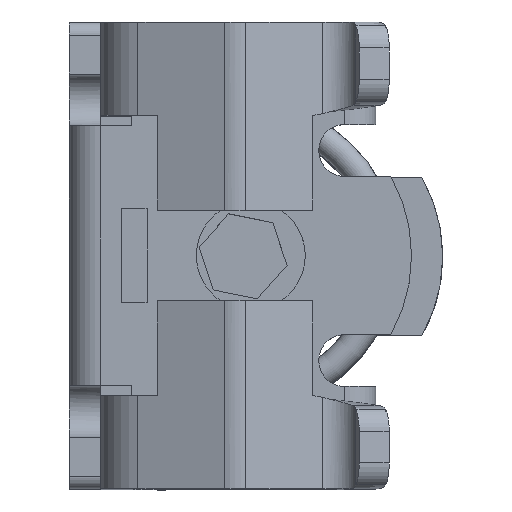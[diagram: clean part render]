
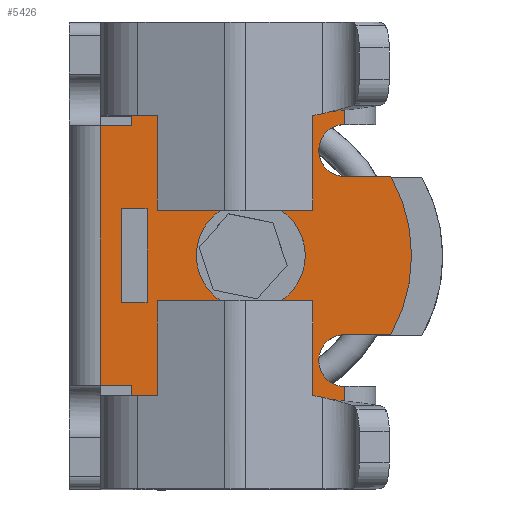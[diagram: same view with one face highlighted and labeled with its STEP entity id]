
A CAD part, top view. The second image highlights one B-rep face of the part: STEP entity #5426.
In plain terms, the highlighted planar face has unit normal (0, 0, 1).
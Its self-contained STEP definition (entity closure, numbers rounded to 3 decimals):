
#4466=AXIS2_PLACEMENT_3D('Circle Axis2P3D',#4464,#4465,$) ;
#4528=AXIS2_PLACEMENT_3D('Circle Axis2P3D',#4526,#4527,$) ;
#4535=AXIS2_PLACEMENT_3D('Circle Axis2P3D',#4533,#4534,$) ;
#4620=AXIS2_PLACEMENT_3D('Circle Axis2P3D',#4618,#4619,$) ;
#4682=AXIS2_PLACEMENT_3D('Circle Axis2P3D',#4680,#4681,$) ;
#4708=AXIS2_PLACEMENT_3D('Circle Axis2P3D',#4706,#4707,$) ;
#5391=AXIS2_PLACEMENT_3D('Plane Axis2P3D',#5388,#5389,#5390) ;
#623=CARTESIAN_POINT('Vertex',(10.618,0.,29.15)) ;
#626=CARTESIAN_POINT('Line Origine',(6.846,0.,29.15)) ;
#630=CARTESIAN_POINT('Vertex',(3.074,0.,29.15)) ;
#1034=CARTESIAN_POINT('Line Origine',(3.074,9.,29.15)) ;
#1038=CARTESIAN_POINT('Vertex',(3.074,3.6,29.15)) ;
#1339=CARTESIAN_POINT('Line Origine',(2.728,3.6,29.15)) ;
#1343=CARTESIAN_POINT('Vertex',(2.4,3.6,29.15)) ;
#1345=CARTESIAN_POINT('Vertex',(3.056,3.6,29.15)) ;
#1723=CARTESIAN_POINT('Line Origine',(3.065,3.6,29.15)) ;
#2192=CARTESIAN_POINT('Vertex',(2.4,14.4,29.15)) ;
#2195=CARTESIAN_POINT('Line Origine',(2.728,14.4,29.15)) ;
#2199=CARTESIAN_POINT('Vertex',(3.056,14.4,29.15)) ;
#2215=CARTESIAN_POINT('Line Origine',(3.074,9.,29.15)) ;
#2219=CARTESIAN_POINT('Vertex',(3.074,18.,29.15)) ;
#2221=CARTESIAN_POINT('Vertex',(3.074,14.4,29.15)) ;
#2271=CARTESIAN_POINT('Line Origine',(6.846,18.,29.15)) ;
#2275=CARTESIAN_POINT('Vertex',(10.618,18.,29.15)) ;
#3086=CARTESIAN_POINT('Line Origine',(3.065,14.4,29.15)) ;
#4039=CARTESIAN_POINT('Vertex',(3.,7.2,29.15)) ;
#4044=CARTESIAN_POINT('Line Origine',(3.,9.,29.15)) ;
#4048=CARTESIAN_POINT('Vertex',(3.,10.8,29.15)) ;
#4079=CARTESIAN_POINT('Vertex',(2.,7.2,29.15)) ;
#4084=CARTESIAN_POINT('Line Origine',(2.5,7.2,29.15)) ;
#4106=CARTESIAN_POINT('Line Origine',(2.5,10.8,29.15)) ;
#4110=CARTESIAN_POINT('Vertex',(2.,10.8,29.15)) ;
#4154=CARTESIAN_POINT('Line Origine',(2.,9.,29.15)) ;
#4214=CARTESIAN_POINT('Vertex',(1.202,4.,29.15)) ;
#4249=CARTESIAN_POINT('Vertex',(2.4,4.,29.15)) ;
#4252=CARTESIAN_POINT('Line Origine',(1.801,4.,29.15)) ;
#4304=CARTESIAN_POINT('Line Origine',(1.801,14.,29.15)) ;
#4308=CARTESIAN_POINT('Vertex',(1.202,14.,29.15)) ;
#4310=CARTESIAN_POINT('Vertex',(2.4,14.,29.15)) ;
#4397=CARTESIAN_POINT('Line Origine',(1.202,9.,29.15)) ;
#4461=CARTESIAN_POINT('Vertex',(10.618,14.05,29.15)) ;
#4464=CARTESIAN_POINT('Axis2P3D Location',(10.62,13.05,29.15)) ;
#4468=CARTESIAN_POINT('Vertex',(10.62,12.05,29.15)) ;
#4495=CARTESIAN_POINT('Line Origine',(11.509,12.05,29.15)) ;
#4499=CARTESIAN_POINT('Vertex',(12.398,12.05,29.15)) ;
#4526=CARTESIAN_POINT('Axis2P3D Location',(7.,9.,29.15)) ;
#4530=CARTESIAN_POINT('Vertex',(13.2,9.,29.15)) ;
#4533=CARTESIAN_POINT('Axis2P3D Location',(7.,9.,29.15)) ;
#4537=CARTESIAN_POINT('Vertex',(12.398,5.95,29.15)) ;
#4573=CARTESIAN_POINT('Line Origine',(11.509,5.95,29.15)) ;
#4577=CARTESIAN_POINT('Vertex',(10.62,5.95,29.15)) ;
#4610=CARTESIAN_POINT('Vertex',(10.618,3.95,29.15)) ;
#4618=CARTESIAN_POINT('Axis2P3D Location',(10.62,4.95,29.15)) ;
#4675=CARTESIAN_POINT('Vertex',(4.9,9.,29.15)) ;
#4680=CARTESIAN_POINT('Axis2P3D Location',(7.,9.,29.15)) ;
#4684=CARTESIAN_POINT('Vertex',(9.1,9.,29.15)) ;
#4706=CARTESIAN_POINT('Axis2P3D Location',(7.,9.,29.15)) ;
#4747=CARTESIAN_POINT('Line Origine',(10.618,9.,29.15)) ;
#4783=CARTESIAN_POINT('Line Origine',(10.618,9.,29.15)) ;
#5220=CARTESIAN_POINT('Line Origine',(2.4,3.8,29.15)) ;
#5337=CARTESIAN_POINT('Line Origine',(2.4,14.2,29.15)) ;
#5388=CARTESIAN_POINT('Axis2P3D Location',(5.449,9.,29.15)) ;
#627=DIRECTION('Vector Direction',(1.,0.,0.)) ;
#1035=DIRECTION('Vector Direction',(0.,-1.,0.)) ;
#1340=DIRECTION('Vector Direction',(1.,0.,0.)) ;
#1724=DIRECTION('Vector Direction',(-1.,0.,0.)) ;
#2196=DIRECTION('Vector Direction',(-1.,0.,0.)) ;
#2216=DIRECTION('Vector Direction',(0.,-1.,0.)) ;
#2272=DIRECTION('Vector Direction',(1.,0.,0.)) ;
#3087=DIRECTION('Vector Direction',(-1.,0.,0.)) ;
#4045=DIRECTION('Vector Direction',(0.,1.,0.)) ;
#4085=DIRECTION('Vector Direction',(-1.,0.,0.)) ;
#4107=DIRECTION('Vector Direction',(1.,0.,0.)) ;
#4155=DIRECTION('Vector Direction',(0.,-1.,0.)) ;
#4253=DIRECTION('Vector Direction',(1.,0.,0.)) ;
#4305=DIRECTION('Vector Direction',(1.,0.,0.)) ;
#4398=DIRECTION('Vector Direction',(0.,1.,0.)) ;
#4465=DIRECTION('Axis2P3D Direction',(0.,0.,-1.)) ;
#4496=DIRECTION('Vector Direction',(-1.,0.,0.)) ;
#4527=DIRECTION('Axis2P3D Direction',(0.,0.,-1.)) ;
#4534=DIRECTION('Axis2P3D Direction',(0.,0.,-1.)) ;
#4574=DIRECTION('Vector Direction',(-1.,0.,0.)) ;
#4619=DIRECTION('Axis2P3D Direction',(0.,0.,-1.)) ;
#4681=DIRECTION('Axis2P3D Direction',(0.,0.,1.)) ;
#4707=DIRECTION('Axis2P3D Direction',(0.,0.,1.)) ;
#4748=DIRECTION('Vector Direction',(0.,-1.,0.)) ;
#4784=DIRECTION('Vector Direction',(0.,-1.,0.)) ;
#5221=DIRECTION('Vector Direction',(0.,1.,0.)) ;
#5338=DIRECTION('Vector Direction',(0.,-1.,0.)) ;
#5389=DIRECTION('Axis2P3D Direction',(0.,0.,-1.)) ;
#5390=DIRECTION('Axis2P3D XDirection',(-1.,0.,0.)) ;
#628=VECTOR('Line Direction',#627,1.) ;
#1036=VECTOR('Line Direction',#1035,1.) ;
#1341=VECTOR('Line Direction',#1340,1.) ;
#1725=VECTOR('Line Direction',#1724,1.) ;
#2197=VECTOR('Line Direction',#2196,1.) ;
#2217=VECTOR('Line Direction',#2216,1.) ;
#2273=VECTOR('Line Direction',#2272,1.) ;
#3088=VECTOR('Line Direction',#3087,1.) ;
#4046=VECTOR('Line Direction',#4045,1.) ;
#4086=VECTOR('Line Direction',#4085,1.) ;
#4108=VECTOR('Line Direction',#4107,1.) ;
#4156=VECTOR('Line Direction',#4155,1.) ;
#4254=VECTOR('Line Direction',#4253,1.) ;
#4306=VECTOR('Line Direction',#4305,1.) ;
#4399=VECTOR('Line Direction',#4398,1.) ;
#4497=VECTOR('Line Direction',#4496,1.) ;
#4575=VECTOR('Line Direction',#4574,1.) ;
#4749=VECTOR('Line Direction',#4748,1.) ;
#4785=VECTOR('Line Direction',#4784,1.) ;
#5222=VECTOR('Line Direction',#5221,1.) ;
#5339=VECTOR('Line Direction',#5338,1.) ;
#5394=ORIENTED_EDGE('',*,*,#632,.F.) ;
#5395=ORIENTED_EDGE('',*,*,#4787,.F.) ;
#5396=ORIENTED_EDGE('',*,*,#4622,.F.) ;
#5397=ORIENTED_EDGE('',*,*,#4579,.F.) ;
#5398=ORIENTED_EDGE('',*,*,#4539,.F.) ;
#5399=ORIENTED_EDGE('',*,*,#4532,.F.) ;
#5400=ORIENTED_EDGE('',*,*,#4501,.F.) ;
#5401=ORIENTED_EDGE('',*,*,#4470,.F.) ;
#5402=ORIENTED_EDGE('',*,*,#4751,.F.) ;
#5403=ORIENTED_EDGE('',*,*,#2277,.F.) ;
#5404=ORIENTED_EDGE('',*,*,#2223,.T.) ;
#5405=ORIENTED_EDGE('',*,*,#3090,.T.) ;
#5406=ORIENTED_EDGE('',*,*,#2201,.T.) ;
#5407=ORIENTED_EDGE('',*,*,#5341,.F.) ;
#5408=ORIENTED_EDGE('',*,*,#4312,.F.) ;
#5409=ORIENTED_EDGE('',*,*,#4401,.F.) ;
#5410=ORIENTED_EDGE('',*,*,#4256,.T.) ;
#5411=ORIENTED_EDGE('',*,*,#5224,.T.) ;
#5412=ORIENTED_EDGE('',*,*,#1347,.T.) ;
#5413=ORIENTED_EDGE('',*,*,#1727,.F.) ;
#5414=ORIENTED_EDGE('',*,*,#1040,.T.) ;
#5417=ORIENTED_EDGE('',*,*,#4710,.F.) ;
#5418=ORIENTED_EDGE('',*,*,#4686,.F.) ;
#5421=ORIENTED_EDGE('',*,*,#4112,.F.) ;
#5422=ORIENTED_EDGE('',*,*,#4050,.F.) ;
#5423=ORIENTED_EDGE('',*,*,#4088,.F.) ;
#5424=ORIENTED_EDGE('',*,*,#4158,.F.) ;
#5419=FACE_BOUND('',#5416,.T.) ;
#5425=FACE_BOUND('',#5420,.T.) ;
#5426=ADVANCED_FACE('Hauptkoerper',(#5415,#5419,#5425),#5392,.F.) ;
#4467=CIRCLE('generated circle',#4466,1.) ;
#4529=CIRCLE('generated circle',#4528,6.2) ;
#4536=CIRCLE('generated circle',#4535,6.2) ;
#4621=CIRCLE('generated circle',#4620,1.) ;
#4683=CIRCLE('generated circle',#4682,2.1) ;
#4709=CIRCLE('generated circle',#4708,2.1) ;
#632=EDGE_CURVE('',#624,#631,#629,.F.) ;
#1040=EDGE_CURVE('',#1039,#631,#1037,.T.) ;
#1347=EDGE_CURVE('',#1344,#1346,#1342,.T.) ;
#1727=EDGE_CURVE('',#1039,#1346,#1726,.T.) ;
#2201=EDGE_CURVE('',#2200,#2193,#2198,.T.) ;
#2223=EDGE_CURVE('',#2220,#2222,#2218,.T.) ;
#2277=EDGE_CURVE('',#2220,#2276,#2274,.T.) ;
#3090=EDGE_CURVE('',#2222,#2200,#3089,.T.) ;
#4050=EDGE_CURVE('',#4040,#4049,#4047,.T.) ;
#4088=EDGE_CURVE('',#4080,#4040,#4087,.F.) ;
#4112=EDGE_CURVE('',#4049,#4111,#4109,.F.) ;
#4158=EDGE_CURVE('',#4111,#4080,#4157,.T.) ;
#4256=EDGE_CURVE('',#4215,#4250,#4255,.T.) ;
#4312=EDGE_CURVE('',#4309,#4311,#4307,.T.) ;
#4401=EDGE_CURVE('',#4215,#4309,#4400,.T.) ;
#4470=EDGE_CURVE('',#4462,#4469,#4467,.F.) ;
#4501=EDGE_CURVE('',#4469,#4500,#4498,.F.) ;
#4532=EDGE_CURVE('',#4500,#4531,#4529,.T.) ;
#4539=EDGE_CURVE('',#4531,#4538,#4536,.T.) ;
#4579=EDGE_CURVE('',#4538,#4578,#4576,.T.) ;
#4622=EDGE_CURVE('',#4578,#4611,#4621,.F.) ;
#4686=EDGE_CURVE('',#4676,#4685,#4683,.T.) ;
#4710=EDGE_CURVE('',#4685,#4676,#4709,.T.) ;
#4751=EDGE_CURVE('',#2276,#4462,#4750,.T.) ;
#4787=EDGE_CURVE('',#4611,#624,#4786,.T.) ;
#5224=EDGE_CURVE('',#4250,#1344,#5223,.F.) ;
#5341=EDGE_CURVE('',#4311,#2193,#5340,.F.) ;
#5393=EDGE_LOOP('',(#5394,#5395,#5396,#5397,#5398,#5399,#5400,#5401,#5402,#5403,#5404,#5405,#5406,#5407,#5408,#5409,#5410,#5411,#5412,#5413,#5414)) ;
#5416=EDGE_LOOP('',(#5417,#5418)) ;
#5420=EDGE_LOOP('',(#5421,#5422,#5423,#5424)) ;
#5415=FACE_OUTER_BOUND('',#5393,.T.) ;
#629=LINE('Line',#626,#628) ;
#1037=LINE('Line',#1034,#1036) ;
#1342=LINE('Line',#1339,#1341) ;
#1726=LINE('Line',#1723,#1725) ;
#2198=LINE('Line',#2195,#2197) ;
#2218=LINE('Line',#2215,#2217) ;
#2274=LINE('Line',#2271,#2273) ;
#3089=LINE('Line',#3086,#3088) ;
#4047=LINE('Line',#4044,#4046) ;
#4087=LINE('Line',#4084,#4086) ;
#4109=LINE('Line',#4106,#4108) ;
#4157=LINE('Line',#4154,#4156) ;
#4255=LINE('Line',#4252,#4254) ;
#4307=LINE('Line',#4304,#4306) ;
#4400=LINE('Line',#4397,#4399) ;
#4498=LINE('Line',#4495,#4497) ;
#4576=LINE('Line',#4573,#4575) ;
#4750=LINE('Line',#4747,#4749) ;
#4786=LINE('Line',#4783,#4785) ;
#5223=LINE('Line',#5220,#5222) ;
#5340=LINE('Line',#5337,#5339) ;
#5392=PLANE('',#5391) ;
#624=VERTEX_POINT('',#623) ;
#631=VERTEX_POINT('',#630) ;
#1039=VERTEX_POINT('',#1038) ;
#1344=VERTEX_POINT('',#1343) ;
#1346=VERTEX_POINT('',#1345) ;
#2193=VERTEX_POINT('',#2192) ;
#2200=VERTEX_POINT('',#2199) ;
#2220=VERTEX_POINT('',#2219) ;
#2222=VERTEX_POINT('',#2221) ;
#2276=VERTEX_POINT('',#2275) ;
#4040=VERTEX_POINT('',#4039) ;
#4049=VERTEX_POINT('',#4048) ;
#4080=VERTEX_POINT('',#4079) ;
#4111=VERTEX_POINT('',#4110) ;
#4215=VERTEX_POINT('',#4214) ;
#4250=VERTEX_POINT('',#4249) ;
#4309=VERTEX_POINT('',#4308) ;
#4311=VERTEX_POINT('',#4310) ;
#4462=VERTEX_POINT('',#4461) ;
#4469=VERTEX_POINT('',#4468) ;
#4500=VERTEX_POINT('',#4499) ;
#4531=VERTEX_POINT('',#4530) ;
#4538=VERTEX_POINT('',#4537) ;
#4578=VERTEX_POINT('',#4577) ;
#4611=VERTEX_POINT('',#4610) ;
#4676=VERTEX_POINT('',#4675) ;
#4685=VERTEX_POINT('',#4684) ;
